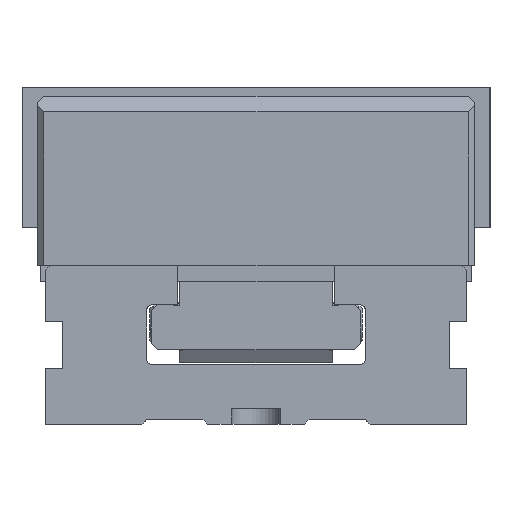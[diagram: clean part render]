
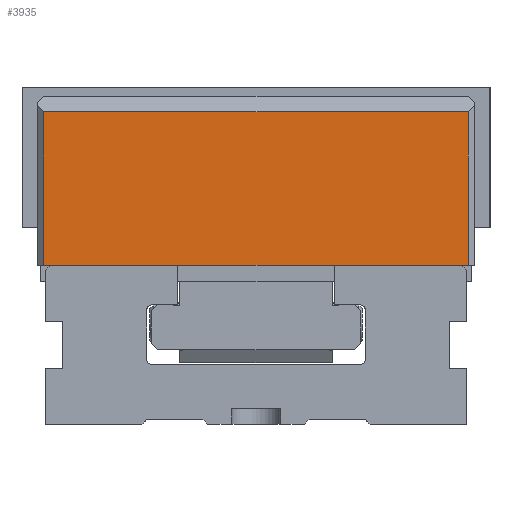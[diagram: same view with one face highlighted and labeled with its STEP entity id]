
A CAD part, left-side view. The second image highlights one B-rep face of the part: STEP entity #3935.
In plain terms, the highlighted planar face has unit normal (-1, 0, 0).
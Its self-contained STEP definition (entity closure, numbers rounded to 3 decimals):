
#3546=FACE_OUTER_BOUND('',#6385,.T.);
#3935=ADVANCED_FACE('',(#3546),#4237,.T.);
#4237=PLANE('',#10877);
#4802=LINE('',#15085,#5458);
#4813=LINE('',#15116,#5469);
#4814=LINE('',#15119,#5470);
#4815=LINE('',#15120,#5471);
#5458=VECTOR('',#12636,1.);
#5469=VECTOR('',#12659,1.);
#5470=VECTOR('',#12660,1.);
#5471=VECTOR('',#12661,1.);
#6385=EDGE_LOOP('',(#8057,#8058,#8059,#8060));
#8057=ORIENTED_EDGE('',*,*,#9913,.T.);
#8058=ORIENTED_EDGE('',*,*,#9914,.T.);
#8059=ORIENTED_EDGE('',*,*,#9898,.T.);
#8060=ORIENTED_EDGE('',*,*,#9915,.T.);
#8982=VERTEX_POINT('',#15086);
#8983=VERTEX_POINT('',#15087);
#8996=VERTEX_POINT('',#15117);
#8997=VERTEX_POINT('',#15118);
#9898=EDGE_CURVE('',#8982,#8983,#4802,.T.);
#9913=EDGE_CURVE('',#8996,#8997,#4813,.T.);
#9914=EDGE_CURVE('',#8997,#8982,#4814,.T.);
#9915=EDGE_CURVE('',#8983,#8996,#4815,.T.);
#10877=AXIS2_PLACEMENT_3D('',#15121,#12662,#12663);
#12636=DIRECTION('',(0.,-1.,0.));
#12659=DIRECTION('',(0.,1.,0.));
#12660=DIRECTION('',(0.,0.,-1.));
#12661=DIRECTION('',(0.,0.,1.));
#12662=DIRECTION('',(-1.,0.,0.));
#12663=DIRECTION('',(0.,0.,-1.));
#15085=CARTESIAN_POINT('',(-506.485,67.5,34.12));
#15086=CARTESIAN_POINT('',(-506.485,135.5,34.12));
#15087=CARTESIAN_POINT('',(-506.485,-0.5,34.12));
#15116=CARTESIAN_POINT('',(-506.485,67.5,83.32));
#15117=CARTESIAN_POINT('',(-506.485,-0.5,83.32));
#15118=CARTESIAN_POINT('',(-506.485,135.5,83.32));
#15119=CARTESIAN_POINT('',(-506.485,135.5,34.02));
#15120=CARTESIAN_POINT('',(-506.485,-0.5,34.02));
#15121=CARTESIAN_POINT('',(-506.485,67.5,34.02));
